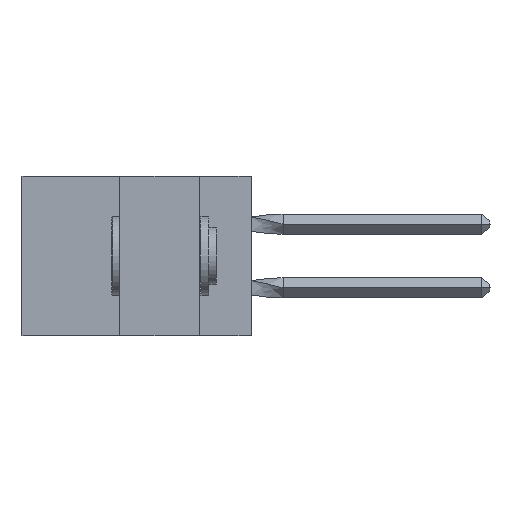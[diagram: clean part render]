
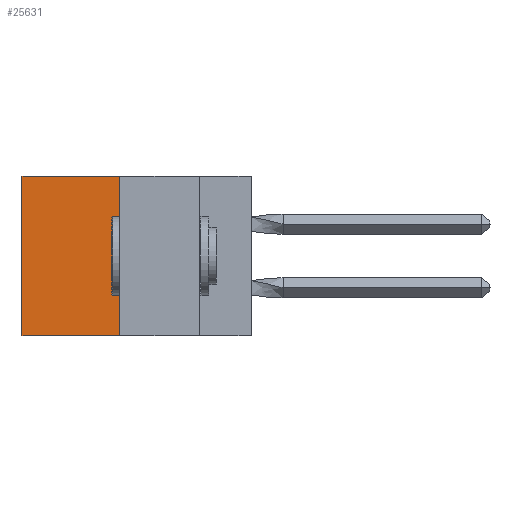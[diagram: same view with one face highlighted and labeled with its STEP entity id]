
A CAD part, left-side view. The second image highlights one B-rep face of the part: STEP entity #25631.
In plain terms, the highlighted planar face has unit normal (-1, 0, 0).
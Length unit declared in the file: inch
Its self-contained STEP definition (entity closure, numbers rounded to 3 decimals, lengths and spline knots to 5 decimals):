
#950 = DIRECTION ( 'NONE',  ( 0., 0., -1. ) ) ;
#1716 = AXIS2_PLACEMENT_3D ( 'NONE', #10612, #10748, #950 ) ;
#1950 = ORIENTED_EDGE ( 'NONE', *, *, #31008, .T. ) ;
#3678 = VERTEX_POINT ( 'NONE', #34180 ) ;
#3787 = DIRECTION ( 'NONE',  ( 0., 1., 0. ) ) ;
#4162 = PLANE ( 'NONE',  #1716 ) ;
#6999 = CARTESIAN_POINT ( 'NONE',  ( 0.305, 0.413, 0. ) ) ;
#7231 = DIRECTION ( 'NONE',  ( 0., 0., -1. ) ) ;
#7422 = CARTESIAN_POINT ( 'NONE',  ( 0.305, 0.72, -0.5 ) ) ;
#8803 = VECTOR ( 'NONE', #26148, 39.37008 ) ;
#8920 = ORIENTED_EDGE ( 'NONE', *, *, #30884, .T. ) ;
#10612 = CARTESIAN_POINT ( 'NONE',  ( 0.305, 0.413, -0.5 ) ) ;
#10748 = DIRECTION ( 'NONE',  ( 1., 0., 0. ) ) ;
#10767 = FACE_OUTER_BOUND ( 'NONE', #14161, .T. ) ;
#11403 = EDGE_CURVE ( 'NONE', #20750, #33449, #27435, .T. ) ;
#14161 = EDGE_LOOP ( 'NONE', ( #1950, #31649, #29319, #8920 ) ) ;
#14633 = DIRECTION ( 'NONE',  ( 0., 1., 0. ) ) ;
#14768 = VECTOR ( 'NONE', #14633, 39.37008 ) ;
#17709 = LINE ( 'NONE', #26967, #19226 ) ;
#19226 = VECTOR ( 'NONE', #7231, 39.37008 ) ;
#19810 = VERTEX_POINT ( 'NONE', #25730 ) ;
#20750 = VERTEX_POINT ( 'NONE', #36279 ) ;
#23555 = CARTESIAN_POINT ( 'NONE',  ( 0.305, 0.413, -0.5 ) ) ;
#25631 = ADVANCED_FACE ( 'NONE', ( #10767 ), #4162, .F. ) ;
#25730 = CARTESIAN_POINT ( 'NONE',  ( 0.305, 0.413, 0. ) ) ;
#26148 = DIRECTION ( 'NONE',  ( 0., 0., -1. ) ) ;
#26967 = CARTESIAN_POINT ( 'NONE',  ( 0.305, 0.413, -0.5 ) ) ;
#27074 = EDGE_CURVE ( 'NONE', #19810, #20750, #17709, .T. ) ;
#27435 = LINE ( 'NONE', #23555, #14768 ) ;
#28976 = LINE ( 'NONE', #7422, #8803 ) ;
#29319 = ORIENTED_EDGE ( 'NONE', *, *, #27074, .F. ) ;
#30648 = CARTESIAN_POINT ( 'NONE',  ( 0.305, 0.72, -0.5 ) ) ;
#30884 = EDGE_CURVE ( 'NONE', #19810, #3678, #39142, .T. ) ;
#31008 = EDGE_CURVE ( 'NONE', #3678, #33449, #28976, .T. ) ;
#31649 = ORIENTED_EDGE ( 'NONE', *, *, #11403, .F. ) ;
#33449 = VERTEX_POINT ( 'NONE', #30648 ) ;
#34180 = CARTESIAN_POINT ( 'NONE',  ( 0.305, 0.72, 0. ) ) ;
#36279 = CARTESIAN_POINT ( 'NONE',  ( 0.305, 0.413, -0.5 ) ) ;
#38618 = VECTOR ( 'NONE', #3787, 39.37008 ) ;
#39142 = LINE ( 'NONE', #6999, #38618 ) ;
